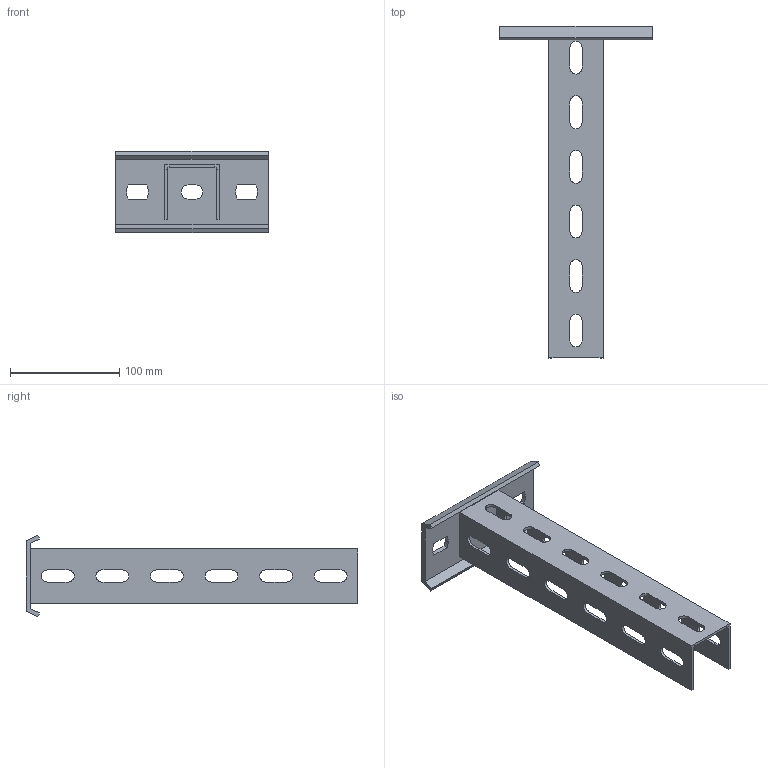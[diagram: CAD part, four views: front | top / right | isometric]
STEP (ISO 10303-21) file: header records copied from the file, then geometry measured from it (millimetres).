
FILE_DESCRIPTION (( 'STEP AP214' ), '1' );
FILE_NAME ('6341535.stp', '2022-03-09T13:22:50', ( '' ), ( '' ), 'SwSTEP 2.0', 'SolidWorks 2020', '' );
FILE_SCHEMA (( 'AUTOMOTIVE_DESIGN' ));
Length unit declared in the file: millimetre
Products named in the file (3): KTS 02.020-045_Standard; 6341535; KTS 01.021-001_US 5 (L=0300)
Assembly tree (2 placements, depth 2):
  6341535
    KTS 02.020-045_Standard
    KTS 01.021-001_US 5 (L=0300)
Bounding box: 140 x 304 x 74.96 mm (x, y, z)
Volume: 139050.5 mm3; surface area: 106032.3 mm2
Topology: 2 solids, 2 shells, 112 faces, 324 edges, 216 vertices
Faces by surface type: plane 70, cylinder 42
Entity records: 3886 total; most frequent: CARTESIAN_POINT 657, ORIENTED_EDGE 648, DIRECTION 642, EDGE_CURVE 324, VECTOR 240, LINE 240, VERTEX_POINT 216, AXIS2_PLACEMENT_3D 201
